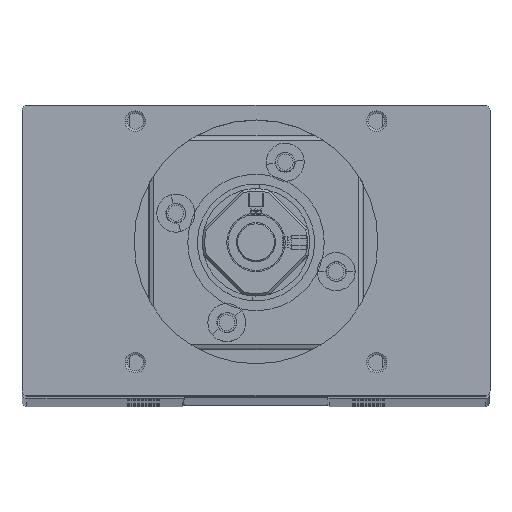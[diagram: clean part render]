
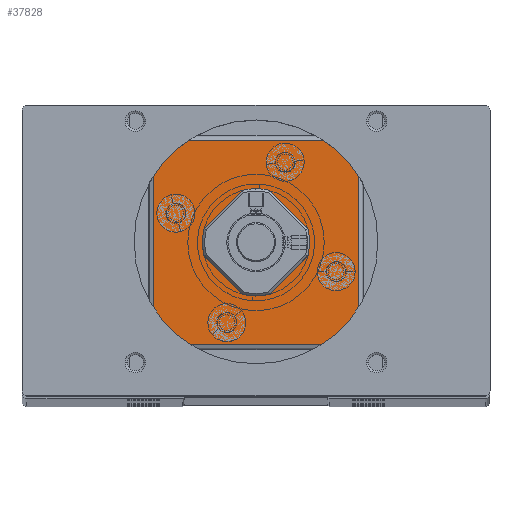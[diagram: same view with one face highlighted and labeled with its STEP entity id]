
A CAD part, top view. The second image highlights one B-rep face of the part: STEP entity #37828.
In plain terms, the highlighted planar face has unit normal (0, 0, 1).
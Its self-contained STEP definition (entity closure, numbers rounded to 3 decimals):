
#56 = VECTOR ( 'NONE', #26633, 1000. ) ;
#339 = VERTEX_POINT ( 'NONE', #5102 ) ;
#615 = ORIENTED_EDGE ( 'NONE', *, *, #35461, .T. ) ;
#647 = CIRCLE ( 'NONE', #32505, 26. ) ;
#1053 = EDGE_CURVE ( 'NONE', #25518, #10001, #6434, .T. ) ;
#2305 = DIRECTION ( 'NONE',  ( 1., 0., 0. ) ) ;
#3392 = AXIS2_PLACEMENT_3D ( 'NONE', #16570, #23353, #7397 ) ;
#4247 = VERTEX_POINT ( 'NONE', #39976 ) ;
#4314 = CARTESIAN_POINT ( 'NONE',  ( 25.552, 95.618, 631.347 ) ) ;
#4582 = EDGE_CURVE ( 'NONE', #10001, #24461, #25277, .T. ) ;
#5043 = ORIENTED_EDGE ( 'NONE', *, *, #4582, .T. ) ;
#5102 = CARTESIAN_POINT ( 'NONE',  ( 4.552, 80.288, 631.347 ) ) ;
#5117 = LINE ( 'NONE', #34606, #6106 ) ;
#6106 = VECTOR ( 'NONE', #15656, 1000. ) ;
#6143 = ORIENTED_EDGE ( 'NONE', *, *, #36420, .T. ) ;
#6434 = CIRCLE ( 'NONE', #3392, 26. ) ;
#7397 = DIRECTION ( 'NONE',  ( 1., 0., 0. ) ) ;
#7451 = DIRECTION ( 'NONE',  ( 1., 0., 0. ) ) ;
#7521 = DIRECTION ( 'NONE',  ( 1., 0., 0. ) ) ;
#8950 = DIRECTION ( 'NONE',  ( 0., 0., 1. ) ) ;
#10001 = VERTEX_POINT ( 'NONE', #30710 ) ;
#10074 = AXIS2_PLACEMENT_3D ( 'NONE', #26207, #26356, #7451 ) ;
#10812 = CIRCLE ( 'NONE', #17895, 26. ) ;
#11598 = CARTESIAN_POINT ( 'NONE',  ( 4.552, 107.618, 631.347 ) ) ;
#12765 = EDGE_CURVE ( 'NONE', #4247, #18784, #15562, .T. ) ;
#15548 = EDGE_CURVE ( 'NONE', #18784, #22815, #17289, .T. ) ;
#15562 = LINE ( 'NONE', #21195, #22966 ) ;
#15656 = DIRECTION ( 'NONE',  ( 0., 1., 0. ) ) ;
#15741 = ORIENTED_EDGE ( 'NONE', *, *, #1053, .T. ) ;
#15876 = LINE ( 'NONE', #11598, #23308 ) ;
#15966 = CARTESIAN_POINT ( 'NONE',  ( 40.881, 74.618, 631.347 ) ) ;
#16570 = CARTESIAN_POINT ( 'NONE',  ( 25.552, 95.618, 631.347 ) ) ;
#16762 = PLANE ( 'NONE',  #10074 ) ;
#17289 = CIRCLE ( 'NONE', #18132, 26. ) ;
#17895 = AXIS2_PLACEMENT_3D ( 'NONE', #4314, #26415, #7521 ) ;
#18045 = CARTESIAN_POINT ( 'NONE',  ( 25.552, 95.618, 631.347 ) ) ;
#18132 = AXIS2_PLACEMENT_3D ( 'NONE', #18045, #40113, #21233 ) ;
#18784 = VERTEX_POINT ( 'NONE', #15966 ) ;
#19911 = VERTEX_POINT ( 'NONE', #25473 ) ;
#21092 = DIRECTION ( 'NONE',  ( 0., -1., 0. ) ) ;
#21195 = CARTESIAN_POINT ( 'NONE',  ( 25.552, 74.618, 631.347 ) ) ;
#21233 = DIRECTION ( 'NONE',  ( 1., 0., 0. ) ) ;
#22815 = VERTEX_POINT ( 'NONE', #29269 ) ;
#22966 = VECTOR ( 'NONE', #2305, 1000. ) ;
#23308 = VECTOR ( 'NONE', #21092, 1000. ) ;
#23353 = DIRECTION ( 'NONE',  ( 0., 0., 1. ) ) ;
#24461 = VERTEX_POINT ( 'NONE', #37535 ) ;
#25277 = LINE ( 'NONE', #32978, #56 ) ;
#25473 = CARTESIAN_POINT ( 'NONE',  ( 4.552, 110.948, 631.347 ) ) ;
#25518 = VERTEX_POINT ( 'NONE', #39793 ) ;
#26207 = CARTESIAN_POINT ( 'NONE',  ( 25.552, 107.618, 631.347 ) ) ;
#26356 = DIRECTION ( 'NONE',  ( 0., 0., 1. ) ) ;
#26415 = DIRECTION ( 'NONE',  ( 0., 0., 1. ) ) ;
#26633 = DIRECTION ( 'NONE',  ( -1., 0., 0. ) ) ;
#27859 = CARTESIAN_POINT ( 'NONE',  ( 25.552, 95.618, 631.347 ) ) ;
#29226 = ORIENTED_EDGE ( 'NONE', *, *, #15548, .T. ) ;
#29269 = CARTESIAN_POINT ( 'NONE',  ( 46.552, 80.288, 631.347 ) ) ;
#30341 = ORIENTED_EDGE ( 'NONE', *, *, #33545, .T. ) ;
#30710 = CARTESIAN_POINT ( 'NONE',  ( 40.881, 116.618, 631.347 ) ) ;
#31032 = DIRECTION ( 'NONE',  ( 1., 0., 0. ) ) ;
#32505 = AXIS2_PLACEMENT_3D ( 'NONE', #27859, #8950, #31032 ) ;
#32978 = CARTESIAN_POINT ( 'NONE',  ( 25.552, 116.618, 631.347 ) ) ;
#33545 = EDGE_CURVE ( 'NONE', #19911, #339, #15876, .T. ) ;
#34098 = ORIENTED_EDGE ( 'NONE', *, *, #36345, .T. ) ;
#34606 = CARTESIAN_POINT ( 'NONE',  ( 46.552, 107.618, 631.347 ) ) ;
#35461 = EDGE_CURVE ( 'NONE', #339, #4247, #10812, .T. ) ;
#35937 = ORIENTED_EDGE ( 'NONE', *, *, #12765, .T. ) ;
#36081 = EDGE_LOOP ( 'NONE', ( #6143, #15741, #5043, #34098, #30341, #615, #35937, #29226 ) ) ;
#36345 = EDGE_CURVE ( 'NONE', #24461, #19911, #647, .T. ) ;
#36420 = EDGE_CURVE ( 'NONE', #22815, #25518, #5117, .T. ) ;
#37513 = FACE_OUTER_BOUND ( 'NONE', #36081, .T. ) ;
#37535 = CARTESIAN_POINT ( 'NONE',  ( 10.222, 116.618, 631.347 ) ) ;
#37828 = ADVANCED_FACE ( 'NONE', ( #37513 ), #16762, .T. ) ;
#39793 = CARTESIAN_POINT ( 'NONE',  ( 46.552, 110.948, 631.347 ) ) ;
#39976 = CARTESIAN_POINT ( 'NONE',  ( 10.222, 74.618, 631.347 ) ) ;
#40113 = DIRECTION ( 'NONE',  ( 0., 0., 1. ) ) ;
